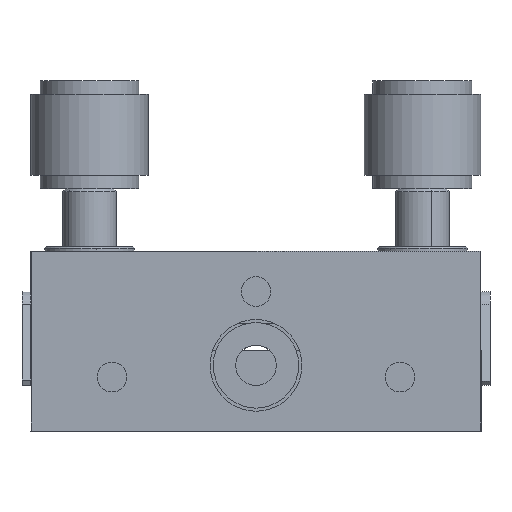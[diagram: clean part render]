
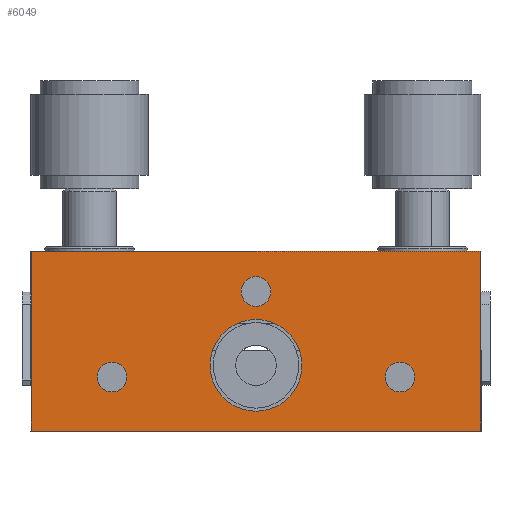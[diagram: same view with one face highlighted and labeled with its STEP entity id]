
A CAD part, front view. The second image highlights one B-rep face of the part: STEP entity #6049.
In plain terms, the highlighted planar face has unit normal (0, -1, 0).
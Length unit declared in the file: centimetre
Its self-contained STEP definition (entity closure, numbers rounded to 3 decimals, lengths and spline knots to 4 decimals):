
#74 = FACE_BOUND ( 'NONE', #5988, .T. ) ;
#78 = AXIS2_PLACEMENT_3D ( 'NONE', #2334, #2335, #2336 ) ;
#79 = FACE_BOUND ( 'NONE', #351, .T. ) ;
#81 = FACE_BOUND ( 'NONE', #6005, .T. ) ;
#83 = FACE_BOUND ( 'NONE', #6000, .T. ) ;
#85 = FACE_OUTER_BOUND ( 'NONE', #6008, .T. ) ;
#351 = EDGE_LOOP ( 'NONE', ( #630, #634 ) ) ;
#630 = ORIENTED_EDGE ( 'NONE', *, *, #6193, .T. ) ;
#631 = ORIENTED_EDGE ( 'NONE', *, *, #6195, .F. ) ;
#632 = ORIENTED_EDGE ( 'NONE', *, *, #6173, .T. ) ;
#633 = ORIENTED_EDGE ( 'NONE', *, *, #6118, .F. ) ;
#634 = ORIENTED_EDGE ( 'NONE', *, *, #6121, .T. ) ;
#635 = ORIENTED_EDGE ( 'NONE', *, *, #6192, .T. ) ;
#636 = ORIENTED_EDGE ( 'NONE', *, *, #6125, .T. ) ;
#637 = ORIENTED_EDGE ( 'NONE', *, *, #6162, .F. ) ;
#638 = ORIENTED_EDGE ( 'NONE', *, *, #6148, .F. ) ;
#639 = ORIENTED_EDGE ( 'NONE', *, *, #6179, .T. ) ;
#640 = ORIENTED_EDGE ( 'NONE', *, *, #6167, .F. ) ;
#641 = ORIENTED_EDGE ( 'NONE', *, *, #6172, .F. ) ;
#894 = VERTEX_POINT ( 'NONE', #1887 ) ;
#895 = VERTEX_POINT ( 'NONE', #1888 ) ;
#896 = VERTEX_POINT ( 'NONE', #1889 ) ;
#897 = VERTEX_POINT ( 'NONE', #1890 ) ;
#907 = VERTEX_POINT ( 'NONE', #1900 ) ;
#908 = VERTEX_POINT ( 'NONE', #1901 ) ;
#931 = VERTEX_POINT ( 'NONE', #1924 ) ;
#933 = VERTEX_POINT ( 'NONE', #1926 ) ;
#942 = VERTEX_POINT ( 'NONE', #1935 ) ;
#943 = VERTEX_POINT ( 'NONE', #1936 ) ;
#946 = VERTEX_POINT ( 'NONE', #1939 ) ;
#948 = VERTEX_POINT ( 'NONE', #1941 ) ;
#1887 = CARTESIAN_POINT ( 'NONE',  ( 1.1819, -1.0557, -0.235 ) ) ;
#1888 = CARTESIAN_POINT ( 'NONE',  ( 1.1819, -1.0557, -0.565 ) ) ;
#1889 = CARTESIAN_POINT ( 'NONE',  ( -2.0181, -1.0557, -0.565 ) ) ;
#1890 = CARTESIAN_POINT ( 'NONE',  ( -2.0181, -1.0557, -0.235 ) ) ;
#1900 = CARTESIAN_POINT ( 'NONE',  ( -0.4181, -1.0557, 0.385 ) ) ;
#1901 = CARTESIAN_POINT ( 'NONE',  ( -0.4181, -1.0557, 0.715 ) ) ;
#1924 = CARTESIAN_POINT ( 'NONE',  ( -0.4181, -1.0557, 0.24 ) ) ;
#1926 = CARTESIAN_POINT ( 'NONE',  ( -0.4181, -1.0557, -0.78 ) ) ;
#1935 = CARTESIAN_POINT ( 'NONE',  ( 2.0819, -1.0557, 1. ) ) ;
#1936 = CARTESIAN_POINT ( 'NONE',  ( 2.0819, -1.0557, -1. ) ) ;
#1939 = CARTESIAN_POINT ( 'NONE',  ( -2.9181, -1.0557, 1. ) ) ;
#1941 = CARTESIAN_POINT ( 'NONE',  ( -2.9181, -1.0557, -1. ) ) ;
#2333 = PLANE ( 'NONE',  #78 ) ;
#2334 = CARTESIAN_POINT ( 'NONE',  ( -2.9181, -1.0557, 1. ) ) ;
#2335 = DIRECTION ( 'NONE',  ( 0., 1., 0. ) ) ;
#2336 = DIRECTION ( 'NONE',  ( 0., 0., 1. ) ) ;
#2558 = CARTESIAN_POINT ( 'NONE',  ( 1.1819, -1.0557, -0.4 ) ) ;
#2562 = DIRECTION ( 'NONE',  ( 0., -1., 0. ) ) ;
#2563 = DIRECTION ( 'NONE',  ( 0., 0., -1. ) ) ;
#2564 = CARTESIAN_POINT ( 'NONE',  ( -2.0181, -1.0557, -0.4 ) ) ;
#2571 = DIRECTION ( 'NONE',  ( 0., 1., 0. ) ) ;
#2572 = DIRECTION ( 'NONE',  ( 0., 0., 1. ) ) ;
#2576 = CARTESIAN_POINT ( 'NONE',  ( -0.4181, -1.0557, 0.55 ) ) ;
#2583 = DIRECTION ( 'NONE',  ( 0., 1., 0. ) ) ;
#2584 = DIRECTION ( 'NONE',  ( 0., 0., 1. ) ) ;
#2704 = CARTESIAN_POINT ( 'NONE',  ( -0.4181, -1.0557, -0.27 ) ) ;
#2705 = DIRECTION ( 'NONE',  ( 0., -1., 0. ) ) ;
#2706 = DIRECTION ( 'NONE',  ( 0., 0., -1. ) ) ;
#2760 = CARTESIAN_POINT ( 'NONE',  ( -0.4181, -1.0557, -0.27 ) ) ;
#2761 = DIRECTION ( 'NONE',  ( 0., -1., 0. ) ) ;
#2762 = DIRECTION ( 'NONE',  ( 0., 0., -1. ) ) ;
#2776 = LINE ( 'NONE', #2777, #2894 ) ;
#2777 = CARTESIAN_POINT ( 'NONE',  ( 2.0819, -1.0557, 1. ) ) ;
#2778 = DIRECTION ( 'NONE',  ( 0., 0., -1. ) ) ;
#2791 = LINE ( 'NONE', #2792, #2899 ) ;
#2792 = CARTESIAN_POINT ( 'NONE',  ( -2.9181, -1.0557, 1. ) ) ;
#2793 = DIRECTION ( 'NONE',  ( 1., 0., 0. ) ) ;
#2794 = LINE ( 'NONE', #2795, #2900 ) ;
#2795 = CARTESIAN_POINT ( 'NONE',  ( -2.9181, -1.0557, 1. ) ) ;
#2796 = DIRECTION ( 'NONE',  ( 0., 0., -1. ) ) ;
#2812 = LINE ( 'NONE', #2813, #2908 ) ;
#2813 = CARTESIAN_POINT ( 'NONE',  ( -2.9181, -1.0557, -1. ) ) ;
#2849 = AXIS2_PLACEMENT_3D ( 'NONE', #2558, #2562, #2563 ) ;
#2852 = AXIS2_PLACEMENT_3D ( 'NONE', #2564, #2571, #2572 ) ;
#2856 = AXIS2_PLACEMENT_3D ( 'NONE', #2576, #2583, #2584 ) ;
#2873 = AXIS2_PLACEMENT_3D ( 'NONE', #2704, #2705, #2706 ) ;
#2887 = AXIS2_PLACEMENT_3D ( 'NONE', #2760, #2761, #2762 ) ;
#2894 = VECTOR ( 'NONE', #2778, 100. ) ;
#2899 = VECTOR ( 'NONE', #2793, 100. ) ;
#2900 = VECTOR ( 'NONE', #2796, 100. ) ;
#2908 = VECTOR ( 'NONE', #2993, 100. ) ;
#2909 = AXIS2_PLACEMENT_3D ( 'NONE', #3038, #3039, #3040 ) ;
#2912 = AXIS2_PLACEMENT_3D ( 'NONE', #3041, #3042, #3043 ) ;
#2919 = AXIS2_PLACEMENT_3D ( 'NONE', #3047, #3048, #3049 ) ;
#2993 = DIRECTION ( 'NONE',  ( 1., 0., 0. ) ) ;
#3038 = CARTESIAN_POINT ( 'NONE',  ( -0.4181, -1.0557, 0.55 ) ) ;
#3039 = DIRECTION ( 'NONE',  ( 0., 1., 0. ) ) ;
#3040 = DIRECTION ( 'NONE',  ( 0., 0., 1. ) ) ;
#3041 = CARTESIAN_POINT ( 'NONE',  ( -2.0181, -1.0557, -0.4 ) ) ;
#3042 = DIRECTION ( 'NONE',  ( 0., 1., 0. ) ) ;
#3043 = DIRECTION ( 'NONE',  ( 0., 0., 1. ) ) ;
#3047 = CARTESIAN_POINT ( 'NONE',  ( 1.1819, -1.0557, -0.4 ) ) ;
#3048 = DIRECTION ( 'NONE',  ( 0., -1., 0. ) ) ;
#3049 = DIRECTION ( 'NONE',  ( 0., 0., -1. ) ) ;
#5988 = EDGE_LOOP ( 'NONE', ( #631, #633 ) ) ;
#6000 = EDGE_LOOP ( 'NONE', ( #637, #638 ) ) ;
#6005 = EDGE_LOOP ( 'NONE', ( #635, #636 ) ) ;
#6008 = EDGE_LOOP ( 'NONE', ( #639, #640, #641, #632 ) ) ;
#6049 = ADVANCED_FACE ( 'NONE', ( #74, #79, #81, #83, #85 ), #2333, .F. ) ;
#6118 = EDGE_CURVE ( 'NONE', #894, #895, #6779, .T. ) ;
#6121 = EDGE_CURVE ( 'NONE', #896, #897, #6780, .T. ) ;
#6125 = EDGE_CURVE ( 'NONE', #907, #908, #6778, .T. ) ;
#6148 = EDGE_CURVE ( 'NONE', #931, #933, #6790, .T. ) ;
#6162 = EDGE_CURVE ( 'NONE', #933, #931, #6798, .T. ) ;
#6167 = EDGE_CURVE ( 'NONE', #942, #943, #2776, .T. ) ;
#6172 = EDGE_CURVE ( 'NONE', #946, #942, #2791, .T. ) ;
#6173 = EDGE_CURVE ( 'NONE', #946, #948, #2794, .T. ) ;
#6179 = EDGE_CURVE ( 'NONE', #948, #943, #2812, .T. ) ;
#6192 = EDGE_CURVE ( 'NONE', #908, #907, #6807, .T. ) ;
#6193 = EDGE_CURVE ( 'NONE', #897, #896, #6808, .T. ) ;
#6195 = EDGE_CURVE ( 'NONE', #895, #894, #6810, .T. ) ;
#6778 = CIRCLE ( 'NONE', #2856, 0.165 ) ;
#6779 = CIRCLE ( 'NONE', #2849, 0.165 ) ;
#6780 = CIRCLE ( 'NONE', #2852, 0.165 ) ;
#6790 = CIRCLE ( 'NONE', #2873, 0.51 ) ;
#6798 = CIRCLE ( 'NONE', #2887, 0.51 ) ;
#6807 = CIRCLE ( 'NONE', #2909, 0.165 ) ;
#6808 = CIRCLE ( 'NONE', #2912, 0.165 ) ;
#6810 = CIRCLE ( 'NONE', #2919, 0.165 ) ;
